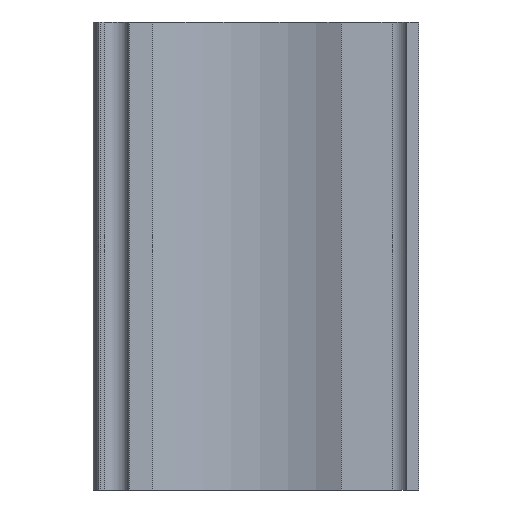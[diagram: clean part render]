
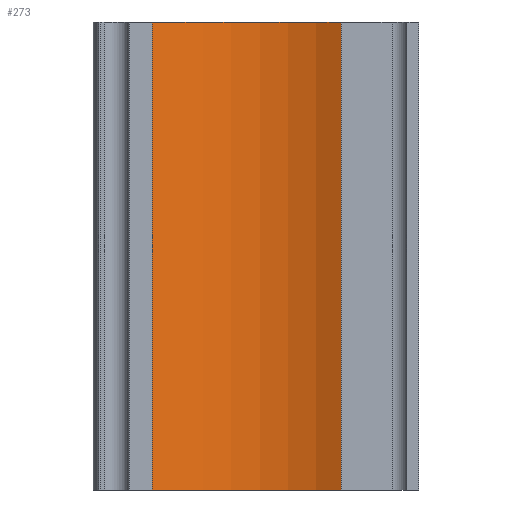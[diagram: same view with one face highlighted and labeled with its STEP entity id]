
A CAD part, front view. The second image highlights one B-rep face of the part: STEP entity #273.
In plain terms, the highlighted cylindrical face has radius 37.5 mm (diameter 75 mm), a partial arc.
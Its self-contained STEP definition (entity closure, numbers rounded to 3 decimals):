
#18=CIRCLE('',#309,37.5);
#25=CIRCLE('',#319,37.5);
#32=CYLINDRICAL_SURFACE('',#318,37.5);
#42=FACE_OUTER_BOUND('',#57,.T.);
#57=EDGE_LOOP('',(#214,#215,#216,#217));
#81=LINE('',#472,#106);
#82=LINE('',#473,#107);
#106=VECTOR('',#384,10.);
#107=VECTOR('',#385,10.);
#128=VERTEX_POINT('',#446);
#129=VERTEX_POINT('',#448);
#136=VERTEX_POINT('',#469);
#137=VERTEX_POINT('',#470);
#156=EDGE_CURVE('',#128,#129,#18,.T.);
#167=EDGE_CURVE('',#136,#137,#25,.T.);
#168=EDGE_CURVE('',#137,#129,#81,.T.);
#169=EDGE_CURVE('',#136,#128,#82,.T.);
#214=ORIENTED_EDGE('',*,*,#167,.T.);
#215=ORIENTED_EDGE('',*,*,#168,.T.);
#216=ORIENTED_EDGE('',*,*,#156,.F.);
#217=ORIENTED_EDGE('',*,*,#169,.F.);
#273=ADVANCED_FACE('',(#42),#32,.F.);
#309=AXIS2_PLACEMENT_3D('',#449,#358,#359);
#318=AXIS2_PLACEMENT_3D('',#468,#380,#381);
#319=AXIS2_PLACEMENT_3D('',#471,#382,#383);
#358=DIRECTION('center_axis',(0.,0.,-1.));
#359=DIRECTION('ref_axis',(-1.,0.,0.));
#380=DIRECTION('center_axis',(0.,0.,1.));
#381=DIRECTION('ref_axis',(-1.,0.,0.));
#382=DIRECTION('center_axis',(0.,0.,-1.));
#383=DIRECTION('ref_axis',(-1.,0.,0.));
#384=DIRECTION('',(0.,0.,1.));
#385=DIRECTION('',(0.,0.,1.));
#446=CARTESIAN_POINT('',(-21.858,30.471,100.));
#448=CARTESIAN_POINT('',(18.547,32.592,100.));
#449=CARTESIAN_POINT('Origin',(0.,0.,100.));
#468=CARTESIAN_POINT('Origin',(0.,0.,0.));
#469=CARTESIAN_POINT('',(-21.858,30.471,0.));
#470=CARTESIAN_POINT('',(18.547,32.592,0.));
#471=CARTESIAN_POINT('Origin',(0.,0.,0.));
#472=CARTESIAN_POINT('',(18.547,32.592,0.));
#473=CARTESIAN_POINT('',(-21.858,30.471,0.));
